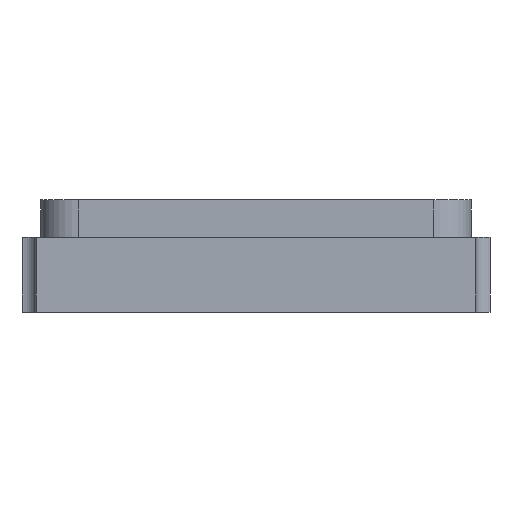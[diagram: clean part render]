
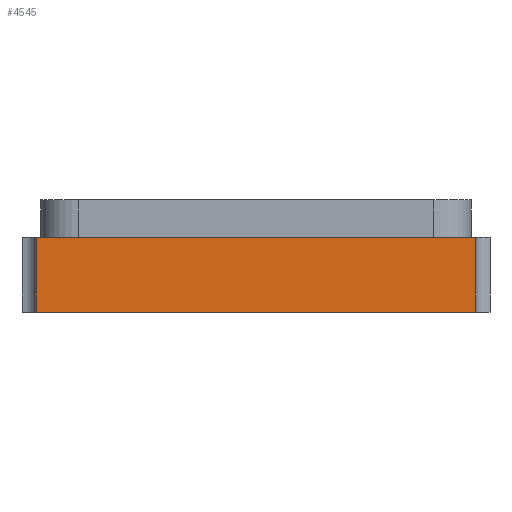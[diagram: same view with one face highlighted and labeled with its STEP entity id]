
A CAD part, front view. The second image highlights one B-rep face of the part: STEP entity #4545.
In plain terms, the highlighted planar face has unit normal (0, -1, 0).
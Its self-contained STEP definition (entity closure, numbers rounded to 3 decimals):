
#4195 = VERTEX_POINT('',#4196);
#4196 = CARTESIAN_POINT('',(2.35,-1.6,0.));
#4203 = EDGE_CURVE('',#4204,#4195,#4206,.T.);
#4204 = VERTEX_POINT('',#4205);
#4205 = CARTESIAN_POINT('',(-2.35,-1.6,0.));
#4206 = LINE('',#4207,#4208);
#4207 = CARTESIAN_POINT('',(-2.35,-1.6,0.));
#4208 = VECTOR('',#4209,1.);
#4209 = DIRECTION('',(1.,0.,0.));
#4452 = VERTEX_POINT('',#4453);
#4453 = CARTESIAN_POINT('',(-2.35,-1.6,0.8));
#4460 = EDGE_CURVE('',#4461,#4452,#4463,.T.);
#4461 = VERTEX_POINT('',#4462);
#4462 = CARTESIAN_POINT('',(2.35,-1.6,0.8));
#4463 = LINE('',#4464,#4465);
#4464 = CARTESIAN_POINT('',(2.35,-1.6,0.8));
#4465 = VECTOR('',#4466,1.);
#4466 = DIRECTION('',(-1.,0.,0.));
#4533 = EDGE_CURVE('',#4195,#4461,#4534,.T.);
#4534 = LINE('',#4535,#4536);
#4535 = CARTESIAN_POINT('',(2.35,-1.6,0.));
#4536 = VECTOR('',#4537,1.);
#4537 = DIRECTION('',(0.,0.,1.));
#4545 = ADVANCED_FACE('',(#4546),#4557,.T.);
#4546 = FACE_BOUND('',#4547,.T.);
#4547 = EDGE_LOOP('',(#4548,#4549,#4550,#4556));
#4548 = ORIENTED_EDGE('',*,*,#4533,.T.);
#4549 = ORIENTED_EDGE('',*,*,#4460,.T.);
#4550 = ORIENTED_EDGE('',*,*,#4551,.T.);
#4551 = EDGE_CURVE('',#4452,#4204,#4552,.T.);
#4552 = LINE('',#4553,#4554);
#4553 = CARTESIAN_POINT('',(-2.35,-1.6,0.8));
#4554 = VECTOR('',#4555,1.);
#4555 = DIRECTION('',(0.,0.,-1.));
#4556 = ORIENTED_EDGE('',*,*,#4203,.T.);
#4557 = PLANE('',#4558);
#4558 = AXIS2_PLACEMENT_3D('',#4559,#4560,#4561);
#4559 = CARTESIAN_POINT('',(2.5,-1.6,0.));
#4560 = DIRECTION('',(0.,-1.,0.));
#4561 = DIRECTION('',(0.,0.,-1.));
